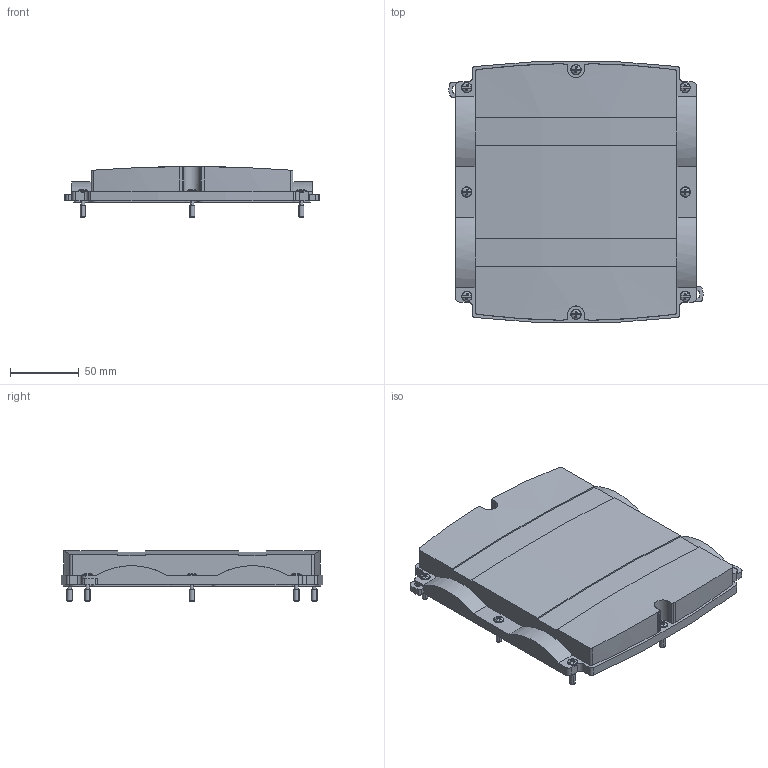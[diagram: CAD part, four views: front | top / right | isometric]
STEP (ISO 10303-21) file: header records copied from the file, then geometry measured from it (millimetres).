
FILE_DESCRIPTION(('CATIA V5 STEP Exchange','CAx-IF Rec.Pracs.--- Model Styling and Organization---1.5--- 2016-08-15','CAx-IF Rec.Pracs.---Supplemental Geometry---1.0---2011-11-01','CAx-IF Rec.Pracs.--- Composite Materials ---1.1---2010-07-15'),'2;1');
FILE_NAME ('D1448641_0', '2024-08-05T06:22:13+00:00', ('none'), ('Weidmueller'), 'CATIA Version 5-6 Release 2022 SP4 HF5', 'CATIA V5 STEP AP214 v3', 'none');
FILE_SCHEMA(('AUTOMOTIVE_DESIGN { 1 0 10303 214 1 1 1 1 }'));
Length unit declared in the file: millimetre
Products named in the file (1): S3D_BG_GHDE_10P_PT6
Bounding box: 185 x 190.62 x 37 mm (x, y, z)
Volume: 243566.9 mm3; surface area: 99062 mm2
Topology: 1 solids, 1 shells, 555 faces, 1528 edges, 1022 vertices
Faces by surface type: plane 238, cylinder 237, torus 64, cone 16
Entity records: 19254 total; most frequent: CARTESIAN_POINT 5654, ORIENTED_EDGE 3056, DIRECTION 2047, EDGE_CURVE 1528, VERTEX_POINT 1022, AXIS2_PLACEMENT_3D 896, VECTOR 752, LINE 752
